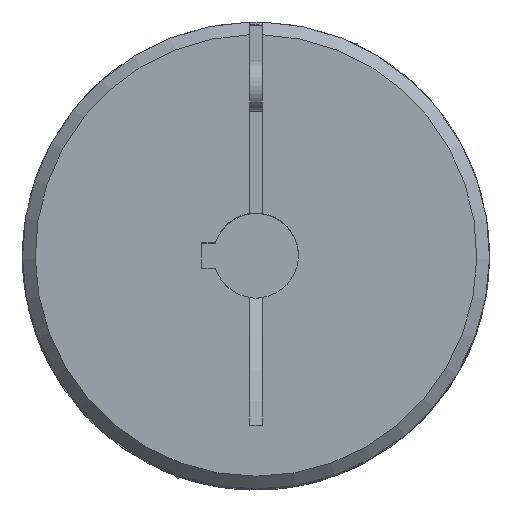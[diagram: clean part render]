
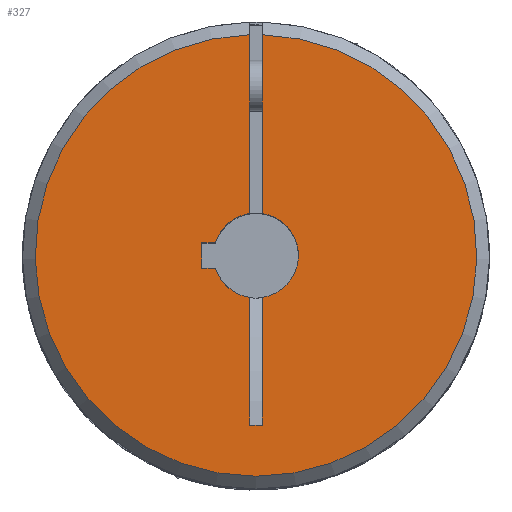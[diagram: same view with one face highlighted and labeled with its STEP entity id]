
A CAD part, top view. The second image highlights one B-rep face of the part: STEP entity #327.
In plain terms, the highlighted face is planar.
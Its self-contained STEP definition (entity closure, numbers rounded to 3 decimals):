
#327 = ADVANCED_FACE( '', ( #801 ), #802, .F. );
#801 = FACE_OUTER_BOUND( '', #1493, .T. );
#802 = PLANE( '', #1494 );
#1493 = EDGE_LOOP( '', ( #2266, #2267, #2268, #2269, #2270, #2271, #2272, #2273, #2274, #2275, #2276, #2277 ) );
#1494 = AXIS2_PLACEMENT_3D( '', #2278, #2279, #2280 );
#2266 = ORIENTED_EDGE( '', *, *, #4027, .T. );
#2267 = ORIENTED_EDGE( '', *, *, #4028, .T. );
#2268 = ORIENTED_EDGE( '', *, *, #4029, .T. );
#2269 = ORIENTED_EDGE( '', *, *, #4030, .F. );
#2270 = ORIENTED_EDGE( '', *, *, #4031, .T. );
#2271 = ORIENTED_EDGE( '', *, *, #4032, .T. );
#2272 = ORIENTED_EDGE( '', *, *, #4033, .T. );
#2273 = ORIENTED_EDGE( '', *, *, #4034, .T. );
#2274 = ORIENTED_EDGE( '', *, *, #4035, .T. );
#2275 = ORIENTED_EDGE( '', *, *, #4036, .T. );
#2276 = ORIENTED_EDGE( '', *, *, #4037, .F. );
#2277 = ORIENTED_EDGE( '', *, *, #3956, .T. );
#2278 = CARTESIAN_POINT( '', ( 0., 0., 0. ) );
#2279 = DIRECTION( '', ( 1., 0., 0. ) );
#2280 = DIRECTION( '', ( 0., 0., -1. ) );
#3956 = EDGE_CURVE( '', #4669, #4676, #4678, .T. );
#4027 = EDGE_CURVE( '', #4676, #4803, #4804, .T. );
#4028 = EDGE_CURVE( '', #4803, #4805, #4806, .T. );
#4029 = EDGE_CURVE( '', #4805, #4807, #4808, .T. );
#4030 = EDGE_CURVE( '', #4809, #4807, #4810, .T. );
#4031 = EDGE_CURVE( '', #4809, #4811, #4812, .T. );
#4032 = EDGE_CURVE( '', #4811, #4813, #4814, .T. );
#4033 = EDGE_CURVE( '', #4813, #4815, #4816, .T. );
#4034 = EDGE_CURVE( '', #4815, #4817, #4818, .T. );
#4035 = EDGE_CURVE( '', #4817, #4819, #4820, .T. );
#4036 = EDGE_CURVE( '', #4819, #4821, #4822, .T. );
#4037 = EDGE_CURVE( '', #4669, #4821, #4823, .T. );
#4669 = VERTEX_POINT( '', #5786 );
#4676 = VERTEX_POINT( '', #5798 );
#4678 = LINE( '', #5801, #5802 );
#4803 = VERTEX_POINT( '', #5991 );
#4804 = CIRCLE( '', #5992, 5. );
#4805 = VERTEX_POINT( '', #5993 );
#4806 = LINE( '', #5994, #5995 );
#4807 = VERTEX_POINT( '', #5996 );
#4808 = LINE( '', #5997, #5998 );
#4809 = VERTEX_POINT( '', #5999 );
#4810 = LINE( '', #6000, #6001 );
#4811 = VERTEX_POINT( '', #6002 );
#4812 = CIRCLE( '', #6003, 5. );
#4813 = VERTEX_POINT( '', #6004 );
#4814 = LINE( '', #6005, #6006 );
#4815 = VERTEX_POINT( '', #6007 );
#4816 = LINE( '', #6008, #6009 );
#4817 = VERTEX_POINT( '', #6010 );
#4818 = LINE( '', #6011, #6012 );
#4819 = VERTEX_POINT( '', #6013 );
#4820 = CIRCLE( '', #6014, 5. );
#4821 = VERTEX_POINT( '', #6015 );
#4822 = LINE( '', #6016, #6017 );
#4823 = CIRCLE( '', #6018, 26. );
#5786 = CARTESIAN_POINT( '', ( 0., 25.989, 0.75 ) );
#5798 = CARTESIAN_POINT( '', ( 0., 4.943, 0.75 ) );
#5801 = CARTESIAN_POINT( '', ( 0., 27.5, 0.75 ) );
#5802 = VECTOR( '', #7471, 1000. );
#5991 = CARTESIAN_POINT( '', ( 0., -4.943, 0.75 ) );
#5992 = AXIS2_PLACEMENT_3D( '', #7554, #7555, #7556 );
#5993 = CARTESIAN_POINT( '', ( 0., -19.969, 0.75 ) );
#5994 = CARTESIAN_POINT( '', ( 0., 0., 0.75 ) );
#5995 = VECTOR( '', #7557, 1000. );
#5996 = CARTESIAN_POINT( '', ( 0., -19.969, -0.75 ) );
#5997 = CARTESIAN_POINT( '', ( 0., -19.969, 0.75 ) );
#5998 = VECTOR( '', #7558, 1000. );
#5999 = CARTESIAN_POINT( '', ( 0., -4.943, -0.75 ) );
#6000 = CARTESIAN_POINT( '', ( 0., 0., -0.75 ) );
#6001 = VECTOR( '', #7559, 1000. );
#6002 = CARTESIAN_POINT( '', ( 0., -1.5, -4.77 ) );
#6003 = AXIS2_PLACEMENT_3D( '', #7560, #7561, #7562 );
#6004 = CARTESIAN_POINT( '', ( 0., -1.5, -6.4 ) );
#6005 = CARTESIAN_POINT( '', ( 0., -1.5, -4.77 ) );
#6006 = VECTOR( '', #7563, 1000. );
#6007 = CARTESIAN_POINT( '', ( 0., 1.5, -6.4 ) );
#6008 = CARTESIAN_POINT( '', ( 0., -1.5, -6.4 ) );
#6009 = VECTOR( '', #7564, 1000. );
#6010 = CARTESIAN_POINT( '', ( 0., 1.5, -4.77 ) );
#6011 = CARTESIAN_POINT( '', ( 0., 1.5, -6.4 ) );
#6012 = VECTOR( '', #7565, 1000. );
#6013 = CARTESIAN_POINT( '', ( 0., 4.943, -0.75 ) );
#6014 = AXIS2_PLACEMENT_3D( '', #7566, #7567, #7568 );
#6015 = CARTESIAN_POINT( '', ( 0., 25.989, -0.75 ) );
#6016 = CARTESIAN_POINT( '', ( 0., 0., -0.75 ) );
#6017 = VECTOR( '', #7569, 1000. );
#6018 = AXIS2_PLACEMENT_3D( '', #7570, #7571, #7572 );
#7471 = DIRECTION( '', ( 0., -1., 0. ) );
#7554 = CARTESIAN_POINT( '', ( 0., 0., 0. ) );
#7555 = DIRECTION( '', ( 1., 0., 0. ) );
#7556 = DIRECTION( '', ( 0., 0., -1. ) );
#7557 = DIRECTION( '', ( 0., -1., 0. ) );
#7558 = DIRECTION( '', ( 0., 0., -1. ) );
#7559 = DIRECTION( '', ( 0., -1., 0. ) );
#7560 = CARTESIAN_POINT( '', ( 0., 0., 0. ) );
#7561 = DIRECTION( '', ( 1., 0., 0. ) );
#7562 = DIRECTION( '', ( 0., 0., -1. ) );
#7563 = DIRECTION( '', ( 0., 0., -1. ) );
#7564 = DIRECTION( '', ( 0., 1., 0. ) );
#7565 = DIRECTION( '', ( 0., 0., 1. ) );
#7566 = CARTESIAN_POINT( '', ( 0., 0., 0. ) );
#7567 = DIRECTION( '', ( 1., 0., 0. ) );
#7568 = DIRECTION( '', ( 0., 0., -1. ) );
#7569 = DIRECTION( '', ( 0., 1., 0. ) );
#7570 = CARTESIAN_POINT( '', ( 0., 0., 0. ) );
#7571 = DIRECTION( '', ( 1., 0., 0. ) );
#7572 = DIRECTION( '', ( 0., 0., -1. ) );
